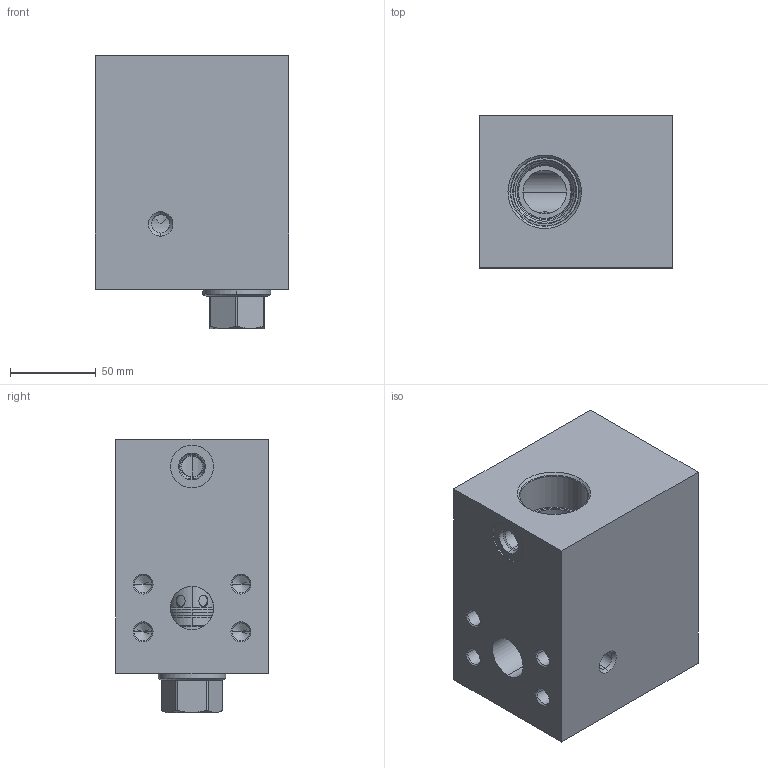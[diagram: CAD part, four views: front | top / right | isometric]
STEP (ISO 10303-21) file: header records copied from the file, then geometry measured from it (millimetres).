
FILE_DESCRIPTION((''),'2;1');
FILE_NAME('H24_ASM','2020-02-19T',('ProEService'),(''),'PRO/ENGINEER BY PARAMETRIC TECHNOLOGY CORPORATION, 2014200','PRO/ENGINEER BY PARAMETRIC TECHNOLOGY CORPORATION, 2014200','');
FILE_SCHEMA(('CONFIG_CONTROL_DESIGN'));
Length unit declared in the file: inch
Products named in the file (3): 151-946-001; CXGDXCN; H24_ASM
Assembly tree (2 placements, depth 2):
  H24_ASM
    151-946-001
    CXGDXCN
Bounding box: 112.73 x 88.9 x 159.56 mm (x, y, z)
Volume: 1196902 mm3; surface area: 126934.7 mm2
Topology: 3 solids, 3 shells, 308 faces, 1018 edges, 833 vertices
Faces by surface type: cylinder 137, cone 96, plane 43, torus 26, revolution 6
Entity records: 12439 total; most frequent: CARTESIAN_POINT 3707, DIRECTION 1917, ORIENTED_EDGE 1440, EDGE_CURVE 720, AXIS2_PLACEMENT_3D 694, VECTOR 523, LINE 523, VERTEX_POINT 443
